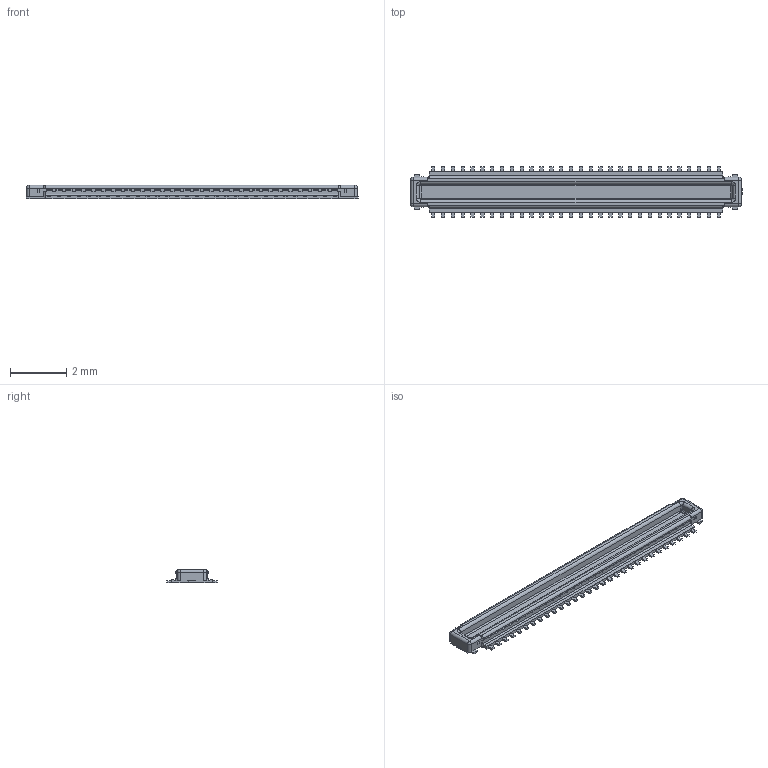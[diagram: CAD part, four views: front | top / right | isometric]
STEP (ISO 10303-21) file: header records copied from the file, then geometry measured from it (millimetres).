
FILE_DESCRIPTION((''),'2;1');
FILE_NAME('B09P-60PIN_3D_240201','2024-04-27T02:42:26',('eng801'),(''),'CREO PARAMETRIC BY PTC INC, 2019010','CREO PARAMETRIC BY PTC INC, 2019010','');
FILE_SCHEMA(('CONFIG_CONTROL_DESIGN'));
Length unit declared in the file: millimetre
Products named in the file (1): B09P-60PIN_3D_240201
Bounding box: 11.8 x 1.8 x 0.47 mm (x, y, z)
Volume: 4.3 mm3; surface area: 56.3 mm2
Topology: 1 solids, 1 shells, 839 faces, 2696 edges, 1860 vertices
Faces by surface type: plane 683, cylinder 118, bspline 26, torus 8, sphere 4
Entity records: 29450 total; most frequent: CARTESIAN_POINT 5867, ORIENTED_EDGE 4840, DIRECTION 4562, EDGE_CURVE 2420, VECTOR 2398, LINE 2398, VERTEX_POINT 1588, AXIS2_PLACEMENT_3D 1082
